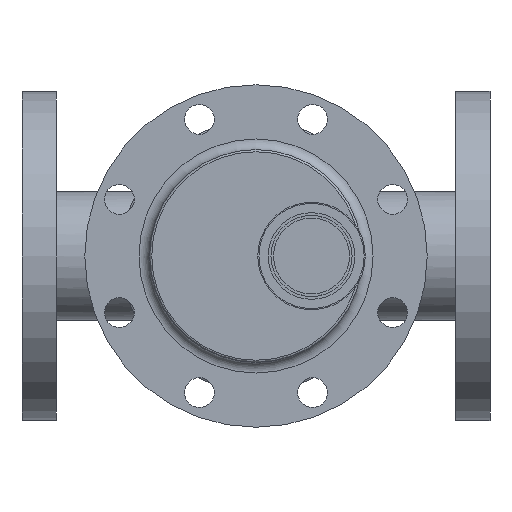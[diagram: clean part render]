
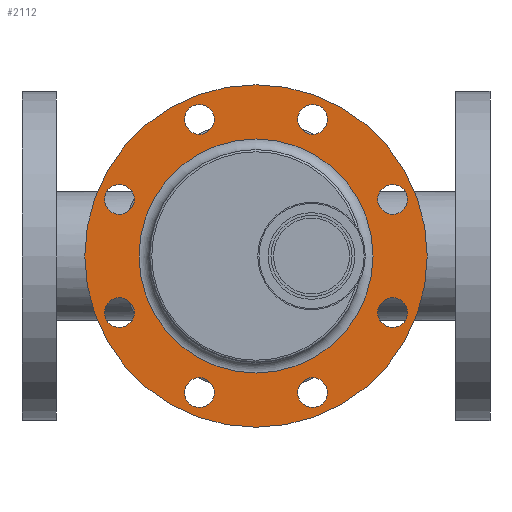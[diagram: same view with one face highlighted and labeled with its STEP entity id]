
A CAD part, left-side view. The second image highlights one B-rep face of the part: STEP entity #2112.
In plain terms, the highlighted planar face has unit normal (-1, 0, 0).
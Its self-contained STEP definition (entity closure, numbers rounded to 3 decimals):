
#290=FACE_BOUND('',#676,.T.);
#291=FACE_BOUND('',#677,.T.);
#292=FACE_BOUND('',#678,.T.);
#293=FACE_BOUND('',#679,.T.);
#294=FACE_BOUND('',#680,.T.);
#295=FACE_BOUND('',#681,.T.);
#296=FACE_BOUND('',#682,.T.);
#297=FACE_BOUND('',#683,.T.);
#298=FACE_BOUND('',#684,.T.);
#379=PLANE('',#2448);
#499=FACE_OUTER_BOUND('',#675,.T.);
#675=EDGE_LOOP('',(#1873));
#676=EDGE_LOOP('',(#1874));
#677=EDGE_LOOP('',(#1875));
#678=EDGE_LOOP('',(#1876));
#679=EDGE_LOOP('',(#1877));
#680=EDGE_LOOP('',(#1878));
#681=EDGE_LOOP('',(#1879));
#682=EDGE_LOOP('',(#1880));
#683=EDGE_LOOP('',(#1881));
#684=EDGE_LOOP('',(#1882));
#816=CIRCLE('',#2245,7.);
#820=CIRCLE('',#2251,7.);
#824=CIRCLE('',#2257,7.);
#828=CIRCLE('',#2263,7.);
#832=CIRCLE('',#2269,7.);
#836=CIRCLE('',#2275,7.);
#840=CIRCLE('',#2281,7.);
#844=CIRCLE('',#2287,7.);
#937=CIRCLE('',#2447,80.5);
#938=CIRCLE('',#2449,55.);
#1013=VERTEX_POINT('',#3387);
#1017=VERTEX_POINT('',#3399);
#1021=VERTEX_POINT('',#3411);
#1025=VERTEX_POINT('',#3423);
#1029=VERTEX_POINT('',#3435);
#1033=VERTEX_POINT('',#3447);
#1037=VERTEX_POINT('',#3459);
#1041=VERTEX_POINT('',#3471);
#1126=VERTEX_POINT('',#4014);
#1127=VERTEX_POINT('',#4018);
#1229=EDGE_CURVE('',#1013,#1013,#816,.T.);
#1235=EDGE_CURVE('',#1017,#1017,#820,.T.);
#1241=EDGE_CURVE('',#1021,#1021,#824,.T.);
#1247=EDGE_CURVE('',#1025,#1025,#828,.T.);
#1253=EDGE_CURVE('',#1029,#1029,#832,.T.);
#1259=EDGE_CURVE('',#1033,#1033,#836,.T.);
#1265=EDGE_CURVE('',#1037,#1037,#840,.T.);
#1271=EDGE_CURVE('',#1041,#1041,#844,.T.);
#1397=EDGE_CURVE('',#1126,#1126,#937,.T.);
#1399=EDGE_CURVE('',#1127,#1127,#938,.T.);
#1873=ORIENTED_EDGE('',*,*,#1397,.T.);
#1874=ORIENTED_EDGE('',*,*,#1229,.T.);
#1875=ORIENTED_EDGE('',*,*,#1235,.T.);
#1876=ORIENTED_EDGE('',*,*,#1241,.T.);
#1877=ORIENTED_EDGE('',*,*,#1247,.T.);
#1878=ORIENTED_EDGE('',*,*,#1253,.T.);
#1879=ORIENTED_EDGE('',*,*,#1259,.T.);
#1880=ORIENTED_EDGE('',*,*,#1265,.T.);
#1881=ORIENTED_EDGE('',*,*,#1271,.T.);
#1882=ORIENTED_EDGE('',*,*,#1399,.F.);
#2112=ADVANCED_FACE('',(#499,#290,#291,#292,#293,#294,#295,#296,#297,#298),
#379,.T.);
#2245=AXIS2_PLACEMENT_3D('',#3388,#2696,#2697);
#2251=AXIS2_PLACEMENT_3D('',#3400,#2710,#2711);
#2257=AXIS2_PLACEMENT_3D('',#3412,#2724,#2725);
#2263=AXIS2_PLACEMENT_3D('',#3424,#2738,#2739);
#2269=AXIS2_PLACEMENT_3D('',#3436,#2752,#2753);
#2275=AXIS2_PLACEMENT_3D('',#3448,#2766,#2767);
#2281=AXIS2_PLACEMENT_3D('',#3460,#2780,#2781);
#2287=AXIS2_PLACEMENT_3D('',#3472,#2794,#2795);
#2447=AXIS2_PLACEMENT_3D('',#4015,#3138,#3139);
#2448=AXIS2_PLACEMENT_3D('',#4017,#3141,#3142);
#2449=AXIS2_PLACEMENT_3D('',#4019,#3143,#3144);
#2696=DIRECTION('center_axis',(1.,0.,0.));
#2697=DIRECTION('ref_axis',(0.,0.,1.));
#2710=DIRECTION('center_axis',(1.,0.,0.));
#2711=DIRECTION('ref_axis',(0.,0.,1.));
#2724=DIRECTION('center_axis',(1.,0.,0.));
#2725=DIRECTION('ref_axis',(0.,0.,1.));
#2738=DIRECTION('center_axis',(1.,0.,0.));
#2739=DIRECTION('ref_axis',(0.,0.,1.));
#2752=DIRECTION('center_axis',(1.,0.,0.));
#2753=DIRECTION('ref_axis',(0.,0.,1.));
#2766=DIRECTION('center_axis',(1.,0.,0.));
#2767=DIRECTION('ref_axis',(0.,0.,1.));
#2780=DIRECTION('center_axis',(1.,0.,0.));
#2781=DIRECTION('ref_axis',(0.,0.,1.));
#2794=DIRECTION('center_axis',(1.,0.,0.));
#2795=DIRECTION('ref_axis',(0.,0.,1.));
#3138=DIRECTION('center_axis',(-1.,0.,0.));
#3139=DIRECTION('ref_axis',(0.,0.,1.));
#3141=DIRECTION('center_axis',(-1.,0.,0.));
#3142=DIRECTION('ref_axis',(0.,0.,1.));
#3143=DIRECTION('center_axis',(-1.,0.,0.));
#3144=DIRECTION('ref_axis',(0.,0.,1.));
#3387=CARTESIAN_POINT('',(-1021.,-64.214,-33.598));
#3388=CARTESIAN_POINT('Origin',(-1021.,-64.214,-26.598));
#3399=CARTESIAN_POINT('',(-1021.,-26.598,57.214));
#3400=CARTESIAN_POINT('Origin',(-1021.,-26.598,64.214));
#3411=CARTESIAN_POINT('',(-1021.,26.598,-71.214));
#3412=CARTESIAN_POINT('Origin',(-1021.,26.598,-64.214));
#3423=CARTESIAN_POINT('',(-1021.,26.598,57.214));
#3424=CARTESIAN_POINT('Origin',(-1021.,26.598,64.214));
#3435=CARTESIAN_POINT('',(-1021.,-26.598,-71.214));
#3436=CARTESIAN_POINT('Origin',(-1021.,-26.598,-64.214));
#3447=CARTESIAN_POINT('',(-1021.,-64.214,19.598));
#3448=CARTESIAN_POINT('Origin',(-1021.,-64.214,26.598));
#3459=CARTESIAN_POINT('',(-1021.,64.214,-33.598));
#3460=CARTESIAN_POINT('Origin',(-1021.,64.214,-26.598));
#3471=CARTESIAN_POINT('',(-1021.,64.214,19.598));
#3472=CARTESIAN_POINT('Origin',(-1021.,64.214,26.598));
#4014=CARTESIAN_POINT('',(-1021.,-80.5,0.));
#4015=CARTESIAN_POINT('Origin',(-1021.,0.,0.));
#4017=CARTESIAN_POINT('Origin',(-1021.,55.,0.));
#4018=CARTESIAN_POINT('',(-1021.,0.,-55.));
#4019=CARTESIAN_POINT('Origin',(-1021.,0.,0.));
